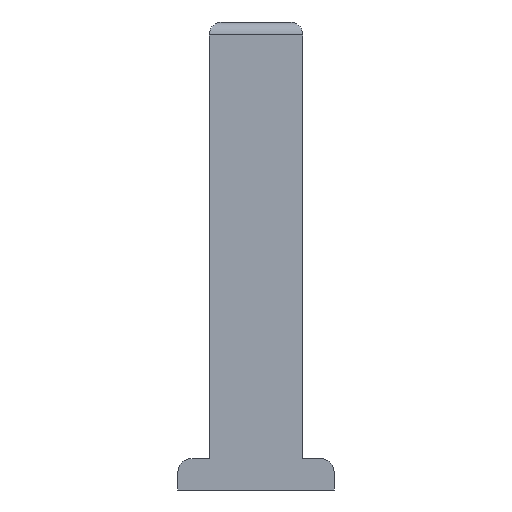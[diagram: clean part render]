
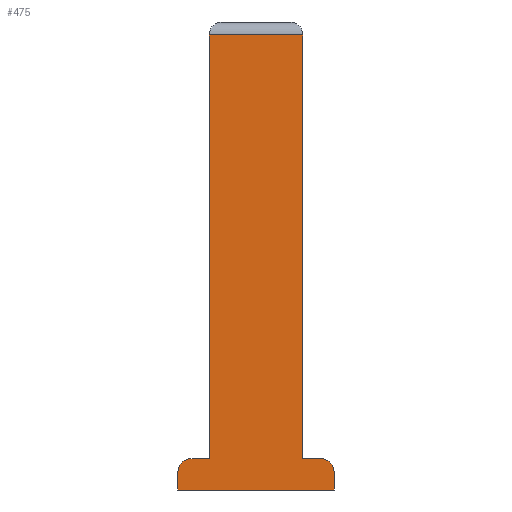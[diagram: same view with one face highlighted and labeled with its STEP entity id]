
A CAD part, left-side view. The second image highlights one B-rep face of the part: STEP entity #475.
In plain terms, the highlighted planar face has unit normal (-1, 0, 0).
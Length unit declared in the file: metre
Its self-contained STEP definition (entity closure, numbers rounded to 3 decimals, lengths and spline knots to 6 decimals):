
#22=LINE('',#849,#52);
#25=LINE('',#855,#55);
#26=LINE('',#858,#56);
#27=LINE('',#859,#57);
#28=LINE('',#863,#58);
#29=LINE('',#865,#59);
#30=LINE('',#867,#60);
#31=LINE('',#871,#61);
#52=VECTOR('',#701,1.);
#55=VECTOR('',#706,1.);
#56=VECTOR('',#707,1.);
#57=VECTOR('',#708,1.);
#58=VECTOR('',#711,1.);
#59=VECTOR('',#712,1.);
#60=VECTOR('',#713,1.);
#61=VECTOR('',#716,1.);
#93=PLANE('',#582);
#148=ORIENTED_EDGE('',*,*,#247,.F.);
#149=ORIENTED_EDGE('',*,*,#248,.T.);
#150=ORIENTED_EDGE('',*,*,#244,.T.);
#151=ORIENTED_EDGE('',*,*,#249,.F.);
#152=ORIENTED_EDGE('',*,*,#250,.T.);
#153=ORIENTED_EDGE('',*,*,#251,.T.);
#154=ORIENTED_EDGE('',*,*,#252,.F.);
#155=ORIENTED_EDGE('',*,*,#253,.F.);
#156=ORIENTED_EDGE('',*,*,#254,.T.);
#157=ORIENTED_EDGE('',*,*,#255,.F.);
#244=EDGE_CURVE('',#300,#301,#22,.T.);
#247=EDGE_CURVE('',#302,#303,#25,.T.);
#248=EDGE_CURVE('',#302,#300,#26,.T.);
#249=EDGE_CURVE('',#304,#301,#27,.T.);
#250=EDGE_CURVE('',#304,#305,#334,.T.);
#251=EDGE_CURVE('',#305,#306,#28,.T.);
#252=EDGE_CURVE('',#307,#306,#29,.T.);
#253=EDGE_CURVE('',#308,#307,#30,.T.);
#254=EDGE_CURVE('',#308,#309,#335,.T.);
#255=EDGE_CURVE('',#303,#309,#31,.T.);
#300=VERTEX_POINT('',#850);
#301=VERTEX_POINT('',#851);
#302=VERTEX_POINT('',#856);
#303=VERTEX_POINT('',#857);
#304=VERTEX_POINT('',#860);
#305=VERTEX_POINT('',#862);
#306=VERTEX_POINT('',#864);
#307=VERTEX_POINT('',#866);
#308=VERTEX_POINT('',#868);
#309=VERTEX_POINT('',#870);
#334=CIRCLE('',#583,0.00125);
#335=CIRCLE('',#584,0.00125);
#368=EDGE_LOOP('',(#148,#149,#150,#151,#152,#153,#154,#155,#156,#157));
#420=FACE_BOUND('',#368,.T.);
#475=ADVANCED_FACE('',(#420),#93,.T.);
#582=AXIS2_PLACEMENT_3D('',#854,#704,#705);
#583=AXIS2_PLACEMENT_3D('',#861,#709,#710);
#584=AXIS2_PLACEMENT_3D('',#869,#714,#715);
#701=DIRECTION('',(0.,0.,-1.));
#704=DIRECTION('',(-1.,0.,0.));
#705=DIRECTION('',(0.,0.,1.));
#706=DIRECTION('',(0.,0.,-1.));
#707=DIRECTION('',(0.,1.,0.));
#708=DIRECTION('',(0.,-1.,0.));
#709=DIRECTION('',(-1.,0.,0.));
#710=DIRECTION('',(0.,0.,1.));
#711=DIRECTION('',(0.,0.,-1.));
#712=DIRECTION('',(0.,1.,0.));
#713=DIRECTION('',(0.,0.,-1.));
#714=DIRECTION('',(-1.,0.,0.));
#715=DIRECTION('',(0.,0.,1.));
#716=DIRECTION('',(0.,-1.,0.));
#849=CARTESIAN_POINT('',(-0.812125,0.202125,0.045));
#850=CARTESIAN_POINT('',(-0.812125,0.202125,0.04375));
#851=CARTESIAN_POINT('',(-0.812125,0.202125,0.003));
#854=CARTESIAN_POINT('',(-0.812125,0.197625,0.045));
#855=CARTESIAN_POINT('',(-0.812125,0.193125,0.045));
#856=CARTESIAN_POINT('',(-0.812125,0.193125,0.04375));
#857=CARTESIAN_POINT('',(-0.812125,0.193125,0.003));
#858=CARTESIAN_POINT('',(-0.812125,0.197625,0.04375));
#859=CARTESIAN_POINT('',(-0.812125,0.203625,0.003));
#860=CARTESIAN_POINT('',(-0.812125,0.203875,0.003));
#861=CARTESIAN_POINT('',(-0.812125,0.203875,0.00175));
#862=CARTESIAN_POINT('',(-0.812125,0.205125,0.00175));
#863=CARTESIAN_POINT('',(-0.812125,0.205125,0.003));
#864=CARTESIAN_POINT('',(-0.812125,0.205125,0.));
#865=CARTESIAN_POINT('',(-0.812125,0.197625,0.));
#866=CARTESIAN_POINT('',(-0.812125,0.190125,0.));
#867=CARTESIAN_POINT('',(-0.812125,0.190125,0.003));
#868=CARTESIAN_POINT('',(-0.812125,0.190125,0.00175));
#869=CARTESIAN_POINT('',(-0.812125,0.191375,0.00175));
#870=CARTESIAN_POINT('',(-0.812125,0.191375,0.003));
#871=CARTESIAN_POINT('',(-0.812125,0.191625,0.003));
